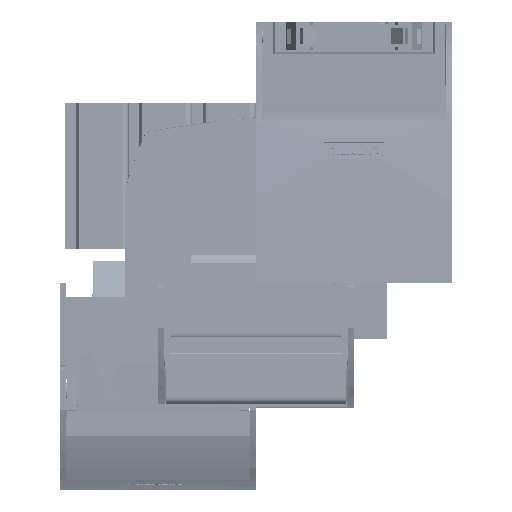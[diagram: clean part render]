
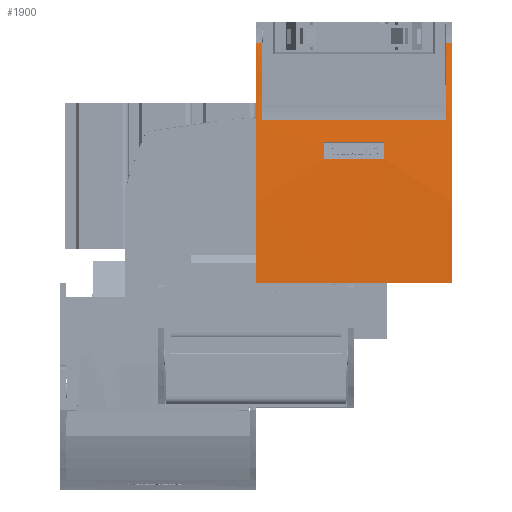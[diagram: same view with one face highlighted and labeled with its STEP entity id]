
A CAD part, top view. The second image highlights one B-rep face of the part: STEP entity #1900.
In plain terms, the highlighted cylindrical face has radius 400 mm (diameter 800 mm), a partial arc.
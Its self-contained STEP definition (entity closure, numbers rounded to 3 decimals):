
#1900 = ADVANCED_FACE( '', ( #5302, #5303 ), #5304, .T. );
#5302 = FACE_OUTER_BOUND( '', #10897, .T. );
#5303 = FACE_BOUND( '', #10898, .T. );
#5304 = CYLINDRICAL_SURFACE( '', #10899, 400. );
#10897 = EDGE_LOOP( '', ( #16537, #16538, #16539, #16540, #16541, #16542, #16543, #16544, #16545 ) );
#10898 = EDGE_LOOP( '', ( #16546, #16547, #16548, #16549 ) );
#10899 = AXIS2_PLACEMENT_3D( '', #16550, #16551, #16552 );
#16537 = ORIENTED_EDGE( '', *, *, #31829, .F. );
#16538 = ORIENTED_EDGE( '', *, *, #31830, .T. );
#16539 = ORIENTED_EDGE( '', *, *, #31831, .F. );
#16540 = ORIENTED_EDGE( '', *, *, #31832, .T. );
#16541 = ORIENTED_EDGE( '', *, *, #31833, .T. );
#16542 = ORIENTED_EDGE( '', *, *, #31834, .F. );
#16543 = ORIENTED_EDGE( '', *, *, #31835, .F. );
#16544 = ORIENTED_EDGE( '', *, *, #31836, .F. );
#16545 = ORIENTED_EDGE( '', *, *, #31837, .T. );
#16546 = ORIENTED_EDGE( '', *, *, #31838, .F. );
#16547 = ORIENTED_EDGE( '', *, *, #31839, .T. );
#16548 = ORIENTED_EDGE( '', *, *, #31840, .T. );
#16549 = ORIENTED_EDGE( '', *, *, #31841, .F. );
#16550 = CARTESIAN_POINT( '', ( 28.5, 363.9, -37. ) );
#16551 = DIRECTION( '', ( -1., 0., 0. ) );
#16552 = DIRECTION( '', ( 0., 0., 1. ) );
#31829 = EDGE_CURVE( '', #37074, #37075, #37076, .T. );
#31830 = EDGE_CURVE( '', #37074, #37077, #37078, .T. );
#31831 = EDGE_CURVE( '', #37079, #37077, #37080, .T. );
#31832 = EDGE_CURVE( '', #37079, #37081, #37082, .T. );
#31833 = EDGE_CURVE( '', #37081, #37083, #37084, .T. );
#31834 = EDGE_CURVE( '', #37085, #37083, #37086, .T. );
#31835 = EDGE_CURVE( '', #37087, #37085, #37088, .T. );
#31836 = EDGE_CURVE( '', #37089, #37087, #37090, .T. );
#31837 = EDGE_CURVE( '', #37089, #37075, #37091, .T. );
#31838 = EDGE_CURVE( '', #37092, #37093, #37094, .T. );
#31839 = EDGE_CURVE( '', #37092, #37095, #37096, .T. );
#31840 = EDGE_CURVE( '', #37095, #37097, #37098, .T. );
#31841 = EDGE_CURVE( '', #37093, #37097, #37099, .T. );
#37074 = VERTEX_POINT( '', #44908 );
#37075 = VERTEX_POINT( '', #44909 );
#37076 = ELLIPSE( '', #44910, 400.015, 400. );
#37077 = VERTEX_POINT( '', #44911 );
#37078 = LINE( '', #44912, #44913 );
#37079 = VERTEX_POINT( '', #44914 );
#37080 = ELLIPSE( '', #44915, 400.015, 400. );
#37081 = VERTEX_POINT( '', #44916 );
#37082 = LINE( '', #44917, #44918 );
#37083 = VERTEX_POINT( '', #44919 );
#37084 = CIRCLE( '', #44920, 400. );
#37085 = VERTEX_POINT( '', #44921 );
#37086 = LINE( '', #44922, #44923 );
#37087 = VERTEX_POINT( '', #44924 );
#37088 = LINE( '', #44925, #44926 );
#37089 = VERTEX_POINT( '', #44927 );
#37090 = CIRCLE( '', #44928, 400. );
#37091 = LINE( '', #44929, #44930 );
#37092 = VERTEX_POINT( '', #44931 );
#37093 = VERTEX_POINT( '', #44932 );
#37094 = CIRCLE( '', #44933, 400. );
#37095 = VERTEX_POINT( '', #44934 );
#37096 = LINE( '', #44935, #44936 );
#37097 = VERTEX_POINT( '', #44937 );
#37098 = CIRCLE( '', #44938, 400. );
#37099 = LINE( '', #44939, #44940 );
#44908 = CARTESIAN_POINT( '', ( 26.807, -33.27, 10.5 ) );
#44909 = CARTESIAN_POINT( '', ( 26.778, -29.927, 33. ) );
#44910 = AXIS2_PLACEMENT_3D( '', #59224, #59225, #59226 );
#44911 = CARTESIAN_POINT( '', ( -26.807, -33.27, 10.5 ) );
#44912 = CARTESIAN_POINT( '', ( 26.7, -33.27, 10.5 ) );
#44913 = VECTOR( '', #59227, 1000. );
#44914 = CARTESIAN_POINT( '', ( -26.778, -29.927, 33. ) );
#44915 = AXIS2_PLACEMENT_3D( '', #59228, #59229, #59230 );
#44916 = CARTESIAN_POINT( '', ( -28.5, -29.927, 33. ) );
#44917 = CARTESIAN_POINT( '', ( 28.5, -29.927, 33. ) );
#44918 = VECTOR( '', #59231, 1000. );
#44919 = CARTESIAN_POINT( '', ( -28.5, -36.1, -37. ) );
#44920 = AXIS2_PLACEMENT_3D( '', #59232, #59233, #59234 );
#44921 = CARTESIAN_POINT( '', ( -3.5, -36.1, -37. ) );
#44922 = CARTESIAN_POINT( '', ( -3.5, -36.1, -37. ) );
#44923 = VECTOR( '', #59235, 1000. );
#44924 = CARTESIAN_POINT( '', ( 28.5, -36.1, -37. ) );
#44925 = CARTESIAN_POINT( '', ( 28.5, -36.1, -37. ) );
#44926 = VECTOR( '', #59236, 1000. );
#44927 = CARTESIAN_POINT( '', ( 28.5, -29.927, 33. ) );
#44928 = AXIS2_PLACEMENT_3D( '', #59237, #59238, #59239 );
#44929 = CARTESIAN_POINT( '', ( 28.5, -29.927, 33. ) );
#44930 = VECTOR( '', #59240, 1000. );
#44931 = CARTESIAN_POINT( '', ( 8.75, -34.477, -1.007 ) );
#44932 = CARTESIAN_POINT( '', ( 8.75, -34., 3.938 ) );
#44933 = AXIS2_PLACEMENT_3D( '', #59241, #59242, #59243 );
#44934 = CARTESIAN_POINT( '', ( -8.75, -34.477, -1.007 ) );
#44935 = CARTESIAN_POINT( '', ( 8.75, -34.477, -1.007 ) );
#44936 = VECTOR( '', #59244, 1000. );
#44937 = CARTESIAN_POINT( '', ( -8.75, -34., 3.938 ) );
#44938 = AXIS2_PLACEMENT_3D( '', #59245, #59246, #59247 );
#44939 = CARTESIAN_POINT( '', ( 8.75, -34., 3.938 ) );
#44940 = VECTOR( '', #59248, 1000. );
#59224 = CARTESIAN_POINT( '', ( 23.341, 363.9, -37. ) );
#59225 = DIRECTION( '', ( -1., -0.009, 0. ) );
#59226 = DIRECTION( '', ( -0.009, 1., 0. ) );
#59227 = DIRECTION( '', ( -1., 0., 0. ) );
#59228 = CARTESIAN_POINT( '', ( -23.341, 363.9, -37. ) );
#59229 = DIRECTION( '', ( 1., -0.009, 0. ) );
#59230 = DIRECTION( '', ( -0.009, -1., 0. ) );
#59231 = DIRECTION( '', ( -1., 0., 0. ) );
#59232 = CARTESIAN_POINT( '', ( -28.5, 363.9, -37. ) );
#59233 = DIRECTION( '', ( 1., 0., 0. ) );
#59234 = DIRECTION( '', ( 0., 1., 0. ) );
#59235 = DIRECTION( '', ( -1., 0., 0. ) );
#59236 = DIRECTION( '', ( -1., 0., 0. ) );
#59237 = CARTESIAN_POINT( '', ( 28.5, 363.9, -37. ) );
#59238 = DIRECTION( '', ( 1., 0., 0. ) );
#59239 = DIRECTION( '', ( 0., 1., 0. ) );
#59240 = DIRECTION( '', ( -1., 0., 0. ) );
#59241 = CARTESIAN_POINT( '', ( 8.75, 363.9, -37. ) );
#59242 = DIRECTION( '', ( -1., 0., 0. ) );
#59243 = DIRECTION( '', ( 0., 1., 0. ) );
#59244 = DIRECTION( '', ( -1., 0., 0. ) );
#59245 = CARTESIAN_POINT( '', ( -8.75, 363.9, -37. ) );
#59246 = DIRECTION( '', ( -1., 0., 0. ) );
#59247 = DIRECTION( '', ( 0., 1., 0. ) );
#59248 = DIRECTION( '', ( -1., 0., 0. ) );
